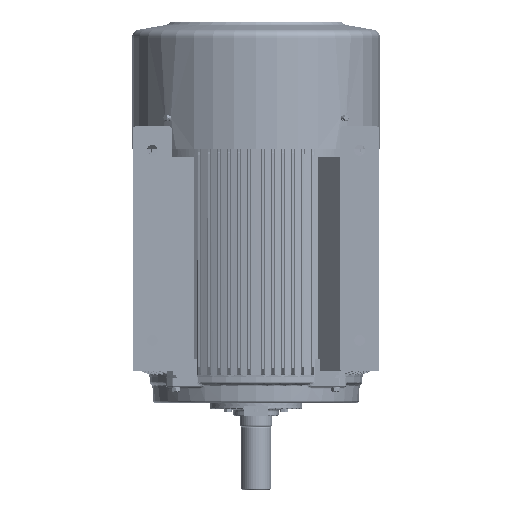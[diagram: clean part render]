
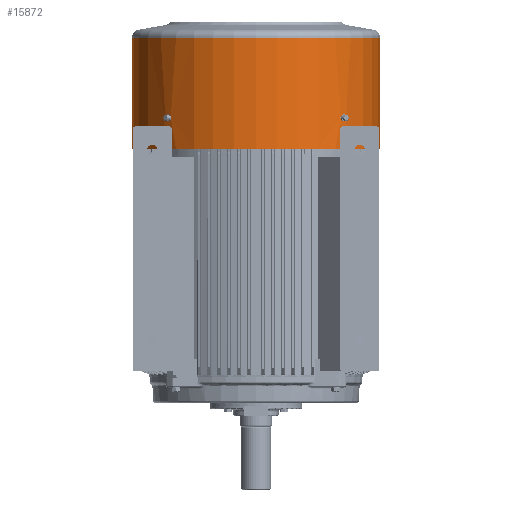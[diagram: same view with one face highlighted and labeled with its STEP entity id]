
A CAD part, left-side view. The second image highlights one B-rep face of the part: STEP entity #15872.
In plain terms, the highlighted cylindrical face has radius 273.5 mm (diameter 547 mm), a partial arc.
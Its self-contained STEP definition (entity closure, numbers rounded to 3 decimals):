
#3135=B_SPLINE_CURVE_WITH_KNOTS('',3,(#336348,#336349,#336350,#336351,#336352,
#336353),.UNSPECIFIED.,.F.,.F.,(4,2,4),(0.,0.5,1.),.UNSPECIFIED.);
#3139=B_SPLINE_CURVE_WITH_KNOTS('',3,(#336386,#336387,#336388,#336389,#336390,
#336391),.UNSPECIFIED.,.F.,.F.,(4,2,4),(0.,0.5,1.),.UNSPECIFIED.);
#3233=B_SPLINE_CURVE_WITH_KNOTS('',3,(#337516,#337517,#337518,#337519,#337520,
#337521,#337522,#337523,#337524,#337525),.UNSPECIFIED.,.F.,.F.,(4,2,2,2,
4),(0.,0.25,0.5,0.75,1.),.UNSPECIFIED.);
#3234=B_SPLINE_CURVE_WITH_KNOTS('',3,(#337529,#337530,#337531,#337532,#337533,
#337534),.UNSPECIFIED.,.F.,.F.,(4,2,4),(0.,0.5,1.),.UNSPECIFIED.);
#3235=B_SPLINE_CURVE_WITH_KNOTS('',3,(#337537,#337538,#337539,#337540,#337541,
#337542,#337543,#337544,#337545,#337546),.UNSPECIFIED.,.F.,.F.,(4,2,2,2,
4),(0.,0.25,0.5,0.75,1.),.UNSPECIFIED.);
#3236=B_SPLINE_CURVE_WITH_KNOTS('',3,(#337550,#337551,#337552,#337553,#337554,
#337555),.UNSPECIFIED.,.F.,.F.,(4,2,4),(0.,0.5,1.),.UNSPECIFIED.);
#10492=FACE_BOUND('',#41616,.T.);
#10493=FACE_BOUND('',#41617,.T.);
#10494=FACE_BOUND('',#41618,.T.);
#15872=ADVANCED_FACE('',(#10492,#10493,#10494),#23831,.T.);
#23831=CYLINDRICAL_SURFACE('',#208474,273.5);
#41616=EDGE_LOOP('',(#101832,#101833,#101834,#101835,#101836));
#41617=EDGE_LOOP('',(#101837,#101838,#101839,#101840,#101841));
#41618=EDGE_LOOP('',(#101842,#101843,#101844,#101845));
#53218=LINE('',#337556,#69876);
#53219=LINE('',#337560,#69877);
#69876=VECTOR('',#238469,1.);
#69877=VECTOR('',#238472,1.);
#101832=ORIENTED_EDGE('',*,*,#171338,.F.);
#101833=ORIENTED_EDGE('',*,*,#171535,.F.);
#101834=ORIENTED_EDGE('',*,*,#171536,.F.);
#101835=ORIENTED_EDGE('',*,*,#171537,.F.);
#101836=ORIENTED_EDGE('',*,*,#171538,.F.);
#101837=ORIENTED_EDGE('',*,*,#171539,.T.);
#101838=ORIENTED_EDGE('',*,*,#171540,.T.);
#101839=ORIENTED_EDGE('',*,*,#171541,.T.);
#101840=ORIENTED_EDGE('',*,*,#171542,.T.);
#101841=ORIENTED_EDGE('',*,*,#171346,.T.);
#101842=ORIENTED_EDGE('',*,*,#171396,.T.);
#101843=ORIENTED_EDGE('',*,*,#171543,.T.);
#101844=ORIENTED_EDGE('',*,*,#171544,.F.);
#101845=ORIENTED_EDGE('',*,*,#171545,.F.);
#148536=VERTEX_POINT('',#336354);
#148537=VERTEX_POINT('',#336355);
#148544=VERTEX_POINT('',#336392);
#148545=VERTEX_POINT('',#336393);
#148578=VERTEX_POINT('',#336493);
#148579=VERTEX_POINT('',#336495);
#148712=VERTEX_POINT('',#337515);
#148713=VERTEX_POINT('',#337526);
#148714=VERTEX_POINT('',#337528);
#148715=VERTEX_POINT('',#337536);
#148716=VERTEX_POINT('',#337547);
#148717=VERTEX_POINT('',#337549);
#148718=VERTEX_POINT('',#337557);
#148719=VERTEX_POINT('',#337559);
#171338=EDGE_CURVE('',#148536,#148537,#3135,.T.);
#171346=EDGE_CURVE('',#148544,#148545,#3139,.T.);
#171396=EDGE_CURVE('',#148579,#148578,#195043,.T.);
#171535=EDGE_CURVE('',#148712,#148536,#195088,.T.);
#171536=EDGE_CURVE('',#148713,#148712,#3233,.T.);
#171537=EDGE_CURVE('',#148714,#148713,#195089,.T.);
#171538=EDGE_CURVE('',#148537,#148714,#3234,.T.);
#171539=EDGE_CURVE('',#148545,#148715,#195090,.T.);
#171540=EDGE_CURVE('',#148715,#148716,#3235,.T.);
#171541=EDGE_CURVE('',#148716,#148717,#195091,.T.);
#171542=EDGE_CURVE('',#148717,#148544,#3236,.T.);
#171543=EDGE_CURVE('',#148578,#148718,#53218,.T.);
#171544=EDGE_CURVE('',#148719,#148718,#195092,.T.);
#171545=EDGE_CURVE('',#148579,#148719,#53219,.T.);
#195043=CIRCLE('',#208420,273.5);
#195088=CIRCLE('',#208469,273.5);
#195089=CIRCLE('',#208470,273.5);
#195090=CIRCLE('',#208471,273.5);
#195091=CIRCLE('',#208472,273.5);
#195092=CIRCLE('',#208473,273.5);
#208420=AXIS2_PLACEMENT_3D('',#336494,#238361,#238362);
#208469=AXIS2_PLACEMENT_3D('',#337514,#238461,#238462);
#208470=AXIS2_PLACEMENT_3D('',#337527,#238463,#238464);
#208471=AXIS2_PLACEMENT_3D('',#337535,#238465,#238466);
#208472=AXIS2_PLACEMENT_3D('',#337548,#238467,#238468);
#208473=AXIS2_PLACEMENT_3D('',#337558,#238470,#238471);
#208474=AXIS2_PLACEMENT_3D('',#337561,#238473,#238474);
#238361=DIRECTION('',(0.,0.,-1.));
#238362=DIRECTION('',(-0.003,-1.,0.));
#238461=DIRECTION('',(0.,0.,1.));
#238462=DIRECTION('',(0.003,1.,0.));
#238463=DIRECTION('',(0.,0.,-1.));
#238464=DIRECTION('',(-0.003,-1.,0.));
#238465=DIRECTION('',(0.,0.,-1.));
#238466=DIRECTION('',(-0.003,-1.,0.));
#238467=DIRECTION('',(0.,0.,1.));
#238468=DIRECTION('',(0.003,1.,0.));
#238469=DIRECTION('',(0.,0.,-1.));
#238470=DIRECTION('',(0.,0.,-1.));
#238471=DIRECTION('',(-0.003,-1.,0.));
#238472=DIRECTION('',(0.,0.,-1.));
#238473=DIRECTION('',(0.,0.,-1.));
#238474=DIRECTION('',(0.003,1.,0.));
#336348=CARTESIAN_POINT('',(9.092,494.087,727.844));
#336349=CARTESIAN_POINT('',(8.169,493.143,727.844));
#336350=CARTESIAN_POINT('',(7.274,492.212,728.386));
#336351=CARTESIAN_POINT('',(6.001,490.875,730.229));
#336352=CARTESIAN_POINT('',(5.629,490.479,731.524));
#336353=CARTESIAN_POINT('',(5.629,490.479,732.844));
#336354=CARTESIAN_POINT('',(9.092,494.087,727.844));
#336355=CARTESIAN_POINT('',(5.629,490.479,732.844));
#336386=CARTESIAN_POINT('',(17.098,103.861,732.844));
#336387=CARTESIAN_POINT('',(17.098,103.861,731.524));
#336388=CARTESIAN_POINT('',(16.703,104.232,730.232));
#336389=CARTESIAN_POINT('',(15.367,105.504,728.388));
#336390=CARTESIAN_POINT('',(14.434,106.401,727.844));
#336391=CARTESIAN_POINT('',(13.489,107.325,727.844));
#336392=CARTESIAN_POINT('',(17.098,103.861,732.844));
#336393=CARTESIAN_POINT('',(13.489,107.325,727.844));
#336493=CARTESIAN_POINT('',(205.563,576.403,909.058));
#336494=CARTESIAN_POINT('',(204.672,302.904,909.058));
#336495=CARTESIAN_POINT('',(203.781,29.406,909.058));
#337514=CARTESIAN_POINT('',(204.672,302.904,727.844));
#337515=CARTESIAN_POINT('',(14.768,499.726,727.844));
#337516=CARTESIAN_POINT('',(14.768,499.726,737.844));
#337517=CARTESIAN_POINT('',(15.718,500.643,737.844));
#337518=CARTESIAN_POINT('',(16.656,501.532,737.303));
#337519=CARTESIAN_POINT('',(18.,502.797,735.458));
#337520=CARTESIAN_POINT('',(18.398,503.165,734.152));
#337521=CARTESIAN_POINT('',(18.399,503.166,731.544));
#337522=CARTESIAN_POINT('',(18.01,502.805,730.245));
#337523=CARTESIAN_POINT('',(16.65,501.527,728.378));
#337524=CARTESIAN_POINT('',(15.718,500.643,727.844));
#337525=CARTESIAN_POINT('',(14.768,499.726,727.844));
#337526=CARTESIAN_POINT('',(14.768,499.726,737.844));
#337527=CARTESIAN_POINT('',(204.672,302.904,737.844));
#337528=CARTESIAN_POINT('',(9.092,494.087,737.844));
#337529=CARTESIAN_POINT('',(5.629,490.479,732.844));
#337530=CARTESIAN_POINT('',(5.629,490.479,734.165));
#337531=CARTESIAN_POINT('',(6.,490.874,735.457));
#337532=CARTESIAN_POINT('',(7.272,492.209,737.301));
#337533=CARTESIAN_POINT('',(8.169,493.143,737.844));
#337534=CARTESIAN_POINT('',(9.092,494.087,737.844));
#337535=CARTESIAN_POINT('',(204.672,302.904,727.844));
#337536=CARTESIAN_POINT('',(7.851,113.,727.844));
#337537=CARTESIAN_POINT('',(7.851,113.,727.844));
#337538=CARTESIAN_POINT('',(6.933,113.951,727.844));
#337539=CARTESIAN_POINT('',(6.044,114.888,728.386));
#337540=CARTESIAN_POINT('',(4.78,116.233,730.231));
#337541=CARTESIAN_POINT('',(4.412,116.63,731.537));
#337542=CARTESIAN_POINT('',(4.411,116.631,734.145));
#337543=CARTESIAN_POINT('',(4.771,116.242,735.444));
#337544=CARTESIAN_POINT('',(6.049,114.883,737.311));
#337545=CARTESIAN_POINT('',(6.933,113.951,737.844));
#337546=CARTESIAN_POINT('',(7.851,113.,737.844));
#337547=CARTESIAN_POINT('',(7.851,113.,737.844));
#337548=CARTESIAN_POINT('',(204.672,302.904,737.844));
#337549=CARTESIAN_POINT('',(13.489,107.325,737.844));
#337550=CARTESIAN_POINT('',(13.489,107.325,737.844));
#337551=CARTESIAN_POINT('',(14.434,106.401,737.844));
#337552=CARTESIAN_POINT('',(15.365,105.507,737.303));
#337553=CARTESIAN_POINT('',(16.701,104.234,735.46));
#337554=CARTESIAN_POINT('',(17.098,103.861,734.165));
#337555=CARTESIAN_POINT('',(17.098,103.861,732.844));
#337556=CARTESIAN_POINT('',(205.563,576.403,949.065));
#337557=CARTESIAN_POINT('',(205.563,576.403,663.844));
#337558=CARTESIAN_POINT('',(204.672,302.904,663.844));
#337559=CARTESIAN_POINT('',(203.781,29.406,663.844));
#337560=CARTESIAN_POINT('',(203.781,29.406,949.065));
#337561=CARTESIAN_POINT('',(204.672,302.904,949.065));
